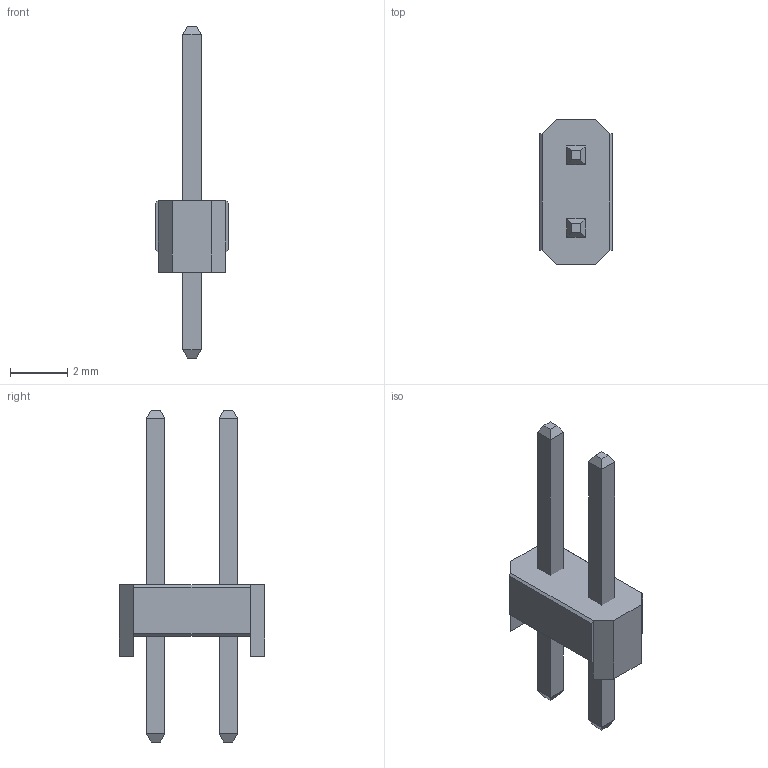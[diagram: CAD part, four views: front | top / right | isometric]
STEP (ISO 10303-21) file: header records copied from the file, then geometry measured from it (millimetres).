
FILE_DESCRIPTION(('STEP AP214'), '1');
FILE_NAME('DS1021-2x5SF11', '', ('UNSPECIFIED'), ('UNSPECIFIED'), 'ASCON STEP Converter 1.3', 'ASCON Math Kernel', '');
FILE_SCHEMA(('AUTOMOTIVE_DESIGN { 1 0 10303 214 3 1 1}'));
Length unit declared in the file: millimetre
Bounding box: 2.54 x 5.08 x 11.6 mm (x, y, z)
Volume: 32.9 mm3; surface area: 116.5 mm2
Topology: 3 solids, 3 shells, 50 faces, 104 edges, 60 vertices
Faces by surface type: plane 50
Entity records: 1720 total; most frequent: CARTESIAN_POINT 215, ORIENTED_EDGE 208, DIRECTION 206, EDGE_CURVE 104, LINE 104, VECTOR 104, VERTEX_POINT 60, COLOUR_RGB 53
